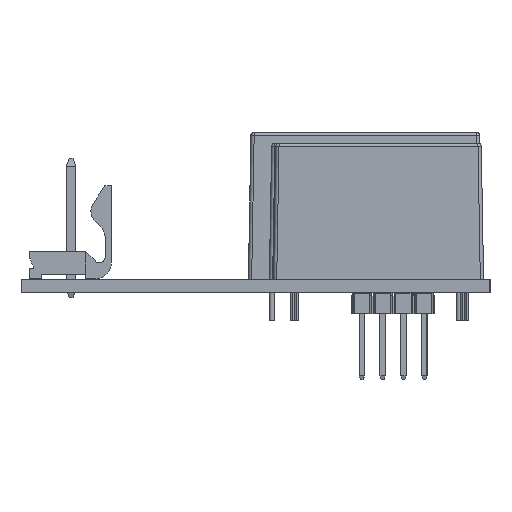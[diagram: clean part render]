
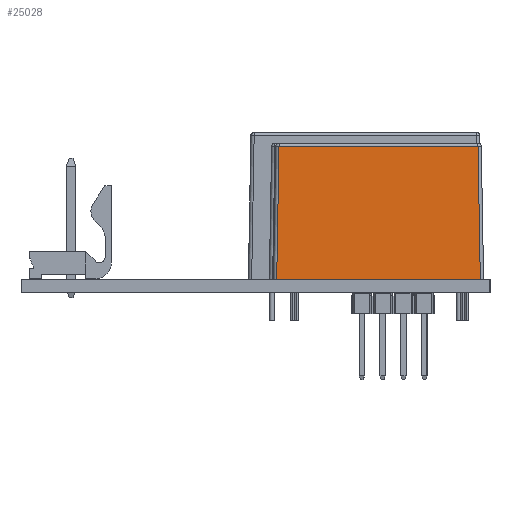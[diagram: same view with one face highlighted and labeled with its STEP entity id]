
A CAD part, left-side view. The second image highlights one B-rep face of the part: STEP entity #25028.
In plain terms, the highlighted face is planar.
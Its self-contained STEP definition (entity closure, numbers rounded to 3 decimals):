
#24991 = PLANE('',#24992);
#24992 = AXIS2_PLACEMENT_3D('',#24993,#24994,#24995);
#24993 = CARTESIAN_POINT('',(0.,0.,0.));
#24994 = DIRECTION('',(0.,1.,0.));
#24995 = DIRECTION('',(0.,-0.,1.));
#25017 = CYLINDRICAL_SURFACE('',#25018,0.4);
#25018 = AXIS2_PLACEMENT_3D('',#25019,#25020,#25021);
#25019 = CARTESIAN_POINT('',(12.392,0.433,
    -12.392));
#25020 = DIRECTION('',(0.017,-1.,
    -0.017));
#25021 = DIRECTION('',(0.,0.017,
    -1.));
#25028 = ADVANCED_FACE('',(#25029),#25043,.T.);
#25029 = FACE_BOUND('',#25030,.T.);
#25030 = EDGE_LOOP('',(#25031,#25066,#25089,#25112));
#25031 = ORIENTED_EDGE('',*,*,#25032,.T.);
#25032 = EDGE_CURVE('',#25033,#25035,#25037,.T.);
#25033 = VERTEX_POINT('',#25034);
#25034 = CARTESIAN_POINT('',(-12.117,16.207,
    -12.517));
#25035 = VERTEX_POINT('',#25036);
#25036 = CARTESIAN_POINT('',(12.117,16.207,
    -12.517));
#25037 = SURFACE_CURVE('',#25038,(#25042,#25054),.PCURVE_S1.);
#25038 = LINE('',#25039,#25040);
#25039 = CARTESIAN_POINT('',(12.51,16.207,
    -12.517));
#25040 = VECTOR('',#25041,1.);
#25041 = DIRECTION('',(1.,0.,0.));
#25042 = PCURVE('',#25043,#25048);
#25043 = PLANE('',#25044);
#25044 = AXIS2_PLACEMENT_3D('',#25045,#25046,#25047);
#25045 = CARTESIAN_POINT('',(-12.8,0.,-12.8));
#25046 = DIRECTION('',(0.,0.017,-1.));
#25047 = DIRECTION('',(0.,1.,0.017));
#25048 = DEFINITIONAL_REPRESENTATION('',(#25049),#25053);
#25049 = LINE('',#25050,#25051);
#25050 = CARTESIAN_POINT('',(16.209,25.31));
#25051 = VECTOR('',#25052,1.);
#25052 = DIRECTION('',(0.,1.));
#25053 = ( GEOMETRIC_REPRESENTATION_CONTEXT(2) 
PARAMETRIC_REPRESENTATION_CONTEXT() REPRESENTATION_CONTEXT('2D SPACE',''
  ) );
#25054 = PCURVE('',#25055,#25060);
#25055 = CYLINDRICAL_SURFACE('',#25056,0.4);
#25056 = AXIS2_PLACEMENT_3D('',#25057,#25058,#25059);
#25057 = CARTESIAN_POINT('',(0.,16.2,-12.117));
#25058 = DIRECTION('',(-1.,0.,0.));
#25059 = DIRECTION('',(0.,0.,1.));
#25060 = DEFINITIONAL_REPRESENTATION('',(#25061),#25065);
#25061 = LINE('',#25062,#25063);
#25062 = CARTESIAN_POINT('',(3.124,-12.51));
#25063 = VECTOR('',#25064,1.);
#25064 = DIRECTION('',(0.,-1.));
#25065 = ( GEOMETRIC_REPRESENTATION_CONTEXT(2) 
PARAMETRIC_REPRESENTATION_CONTEXT() REPRESENTATION_CONTEXT('2D SPACE',''
  ) );
#25066 = ORIENTED_EDGE('',*,*,#25067,.T.);
#25067 = EDGE_CURVE('',#25035,#25068,#25070,.T.);
#25068 = VERTEX_POINT('',#25069);
#25069 = CARTESIAN_POINT('',(12.4,0.,-12.8));
#25070 = SURFACE_CURVE('',#25071,(#25075,#25082),.PCURVE_S1.);
#25071 = LINE('',#25072,#25073);
#25072 = CARTESIAN_POINT('',(12.392,0.44,
    -12.792));
#25073 = VECTOR('',#25074,1.);
#25074 = DIRECTION('',(0.017,-1.,
    -0.017));
#25075 = PCURVE('',#25043,#25076);
#25076 = DEFINITIONAL_REPRESENTATION('',(#25077),#25081);
#25077 = LINE('',#25078,#25079);
#25078 = CARTESIAN_POINT('',(0.44,25.192));
#25079 = VECTOR('',#25080,1.);
#25080 = DIRECTION('',(-1.,0.017));
#25081 = ( GEOMETRIC_REPRESENTATION_CONTEXT(2) 
PARAMETRIC_REPRESENTATION_CONTEXT() REPRESENTATION_CONTEXT('2D SPACE',''
  ) );
#25082 = PCURVE('',#25017,#25083);
#25083 = DEFINITIONAL_REPRESENTATION('',(#25084),#25088);
#25084 = LINE('',#25085,#25086);
#25085 = CARTESIAN_POINT('',(0.,0.));
#25086 = VECTOR('',#25087,1.);
#25087 = DIRECTION('',(0.,1.));
#25088 = ( GEOMETRIC_REPRESENTATION_CONTEXT(2) 
PARAMETRIC_REPRESENTATION_CONTEXT() REPRESENTATION_CONTEXT('2D SPACE',''
  ) );
#25089 = ORIENTED_EDGE('',*,*,#25090,.T.);
#25090 = EDGE_CURVE('',#25068,#25091,#25093,.T.);
#25091 = VERTEX_POINT('',#25092);
#25092 = CARTESIAN_POINT('',(-12.4,0.,-12.8));
#25093 = SURFACE_CURVE('',#25094,(#25098,#25105),.PCURVE_S1.);
#25094 = LINE('',#25095,#25096);
#25095 = CARTESIAN_POINT('',(-12.8,0.,-12.8));
#25096 = VECTOR('',#25097,1.);
#25097 = DIRECTION('',(-1.,-0.,-0.));
#25098 = PCURVE('',#25043,#25099);
#25099 = DEFINITIONAL_REPRESENTATION('',(#25100),#25104);
#25100 = LINE('',#25101,#25102);
#25101 = CARTESIAN_POINT('',(0.,0.));
#25102 = VECTOR('',#25103,1.);
#25103 = DIRECTION('',(0.,-1.));
#25104 = ( GEOMETRIC_REPRESENTATION_CONTEXT(2) 
PARAMETRIC_REPRESENTATION_CONTEXT() REPRESENTATION_CONTEXT('2D SPACE',''
  ) );
#25105 = PCURVE('',#24991,#25106);
#25106 = DEFINITIONAL_REPRESENTATION('',(#25107),#25111);
#25107 = LINE('',#25108,#25109);
#25108 = CARTESIAN_POINT('',(-12.8,-12.8));
#25109 = VECTOR('',#25110,1.);
#25110 = DIRECTION('',(0.,-1.));
#25111 = ( GEOMETRIC_REPRESENTATION_CONTEXT(2) 
PARAMETRIC_REPRESENTATION_CONTEXT() REPRESENTATION_CONTEXT('2D SPACE',''
  ) );
#25112 = ORIENTED_EDGE('',*,*,#25113,.T.);
#25113 = EDGE_CURVE('',#25091,#25033,#25114,.T.);
#25114 = SURFACE_CURVE('',#25115,(#25119,#25126),.PCURVE_S1.);
#25115 = LINE('',#25116,#25117);
#25116 = CARTESIAN_POINT('',(-12.4,-0.007,
    -12.8));
#25117 = VECTOR('',#25118,1.);
#25118 = DIRECTION('',(0.017,1.,
    0.017));
#25119 = PCURVE('',#25043,#25120);
#25120 = DEFINITIONAL_REPRESENTATION('',(#25121),#25125);
#25121 = LINE('',#25122,#25123);
#25122 = CARTESIAN_POINT('',(-0.007,0.4));
#25123 = VECTOR('',#25124,1.);
#25124 = DIRECTION('',(1.,0.017));
#25125 = ( GEOMETRIC_REPRESENTATION_CONTEXT(2) 
PARAMETRIC_REPRESENTATION_CONTEXT() REPRESENTATION_CONTEXT('2D SPACE',''
  ) );
#25126 = PCURVE('',#25127,#25132);
#25127 = CYLINDRICAL_SURFACE('',#25128,0.4);
#25128 = AXIS2_PLACEMENT_3D('',#25129,#25130,#25131);
#25129 = CARTESIAN_POINT('',(-12.4,-0.014,
    -12.4));
#25130 = DIRECTION('',(-0.017,-1.,
    -0.017));
#25131 = DIRECTION('',(1.,-0.017,
    0.));
#25132 = DEFINITIONAL_REPRESENTATION('',(#25133),#25137);
#25133 = LINE('',#25134,#25135);
#25134 = CARTESIAN_POINT('',(4.712,0.));
#25135 = VECTOR('',#25136,1.);
#25136 = DIRECTION('',(0.,-1.));
#25137 = ( GEOMETRIC_REPRESENTATION_CONTEXT(2) 
PARAMETRIC_REPRESENTATION_CONTEXT() REPRESENTATION_CONTEXT('2D SPACE',''
  ) );
